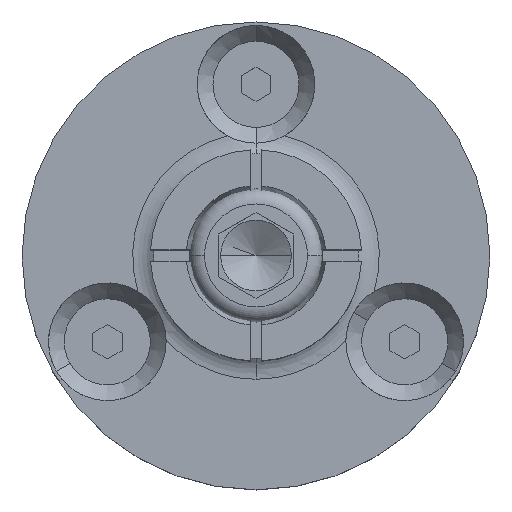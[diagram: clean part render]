
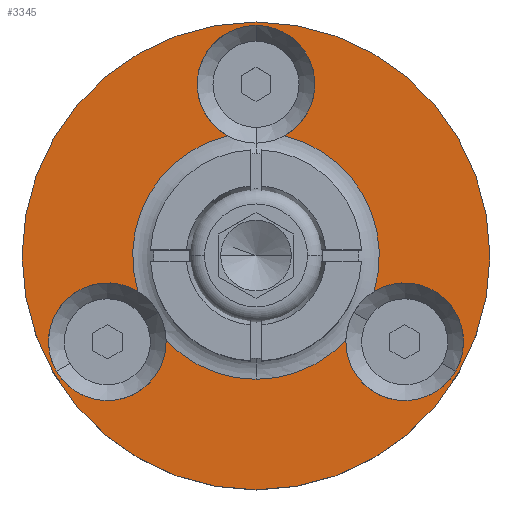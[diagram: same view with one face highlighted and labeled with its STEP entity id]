
A CAD part, top view. The second image highlights one B-rep face of the part: STEP entity #3345.
In plain terms, the highlighted planar face has unit normal (0, 0, 1).
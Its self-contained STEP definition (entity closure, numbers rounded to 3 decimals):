
#116 = ORIENTED_EDGE ( 'NONE', *, *, #1071, .T. ) ;
#134 = AXIS2_PLACEMENT_3D ( 'NONE', #513, #3033, #193 ) ;
#144 = ORIENTED_EDGE ( 'NONE', *, *, #3081, .F. ) ;
#168 = CARTESIAN_POINT ( 'NONE',  ( -6.047, -5.688, 5.842 ) ) ;
#193 = DIRECTION ( 'NONE',  ( 0., 1., 0. ) ) ;
#216 = EDGE_CURVE ( 'NONE', #2468, #653, #2899, .T. ) ;
#255 = EDGE_LOOP ( 'NONE', ( #3246, #1636, #1663, #1388, #3220, #2248, #2713, #3845, #116, #2255 ) ) ;
#270 = CIRCLE ( 'NONE', #4536, 3.962 ) ;
#295 = DIRECTION ( 'NONE',  ( 0., 1., 0. ) ) ;
#439 = CIRCLE ( 'NONE', #2656, 15.748 ) ;
#465 = EDGE_CURVE ( 'NONE', #1513, #653, #2664, .T. ) ;
#483 = CARTESIAN_POINT ( 'NONE',  ( 1.903, 8.081, 5.842 ) ) ;
#485 = CARTESIAN_POINT ( 'NONE',  ( 0., -8.302, 5.842 ) ) ;
#513 = CARTESIAN_POINT ( 'NONE',  ( 0., 0., 5.842 ) ) ;
#538 = EDGE_CURVE ( 'NONE', #3608, #903, #664, .T. ) ;
#605 = CARTESIAN_POINT ( 'NONE',  ( 6.047, -5.688, 5.842 ) ) ;
#630 = CARTESIAN_POINT ( 'NONE',  ( 10.009, -5.778, 5.842 ) ) ;
#653 = VERTEX_POINT ( 'NONE', #2928 ) ;
#664 = CIRCLE ( 'NONE', #2958, 8.302 ) ;
#697 = AXIS2_PLACEMENT_3D ( 'NONE', #2321, #1984, #1582 ) ;
#866 = VERTEX_POINT ( 'NONE', #168 ) ;
#900 = CIRCLE ( 'NONE', #1352, 8.302 ) ;
#903 = VERTEX_POINT ( 'NONE', #485 ) ;
#987 = DIRECTION ( 'NONE',  ( 0., 0., -1. ) ) ;
#999 = CARTESIAN_POINT ( 'NONE',  ( -10.009, -5.779, 5.842 ) ) ;
#1039 = DIRECTION ( 'NONE',  ( 0., 0., -1. ) ) ;
#1054 = CIRCLE ( 'NONE', #4409, 3.962 ) ;
#1071 = EDGE_CURVE ( 'NONE', #2743, #4575, #2021, .T. ) ;
#1126 = DIRECTION ( 'NONE',  ( 0., -1., 0. ) ) ;
#1198 = AXIS2_PLACEMENT_3D ( 'NONE', #2737, #1584, #3439 ) ;
#1235 = PLANE ( 'NONE',  #1198 ) ;
#1282 = EDGE_CURVE ( 'NONE', #2468, #2430, #1054, .T. ) ;
#1340 = DIRECTION ( 'NONE',  ( 0., 1., 0. ) ) ;
#1352 = AXIS2_PLACEMENT_3D ( 'NONE', #3251, #1039, #4348 ) ;
#1388 = ORIENTED_EDGE ( 'NONE', *, *, #3139, .F. ) ;
#1513 = VERTEX_POINT ( 'NONE', #1578 ) ;
#1564 = AXIS2_PLACEMENT_3D ( 'NONE', #2094, #987, #295 ) ;
#1578 = CARTESIAN_POINT ( 'NONE',  ( 0., 15.519, 5.842 ) ) ;
#1582 = DIRECTION ( 'NONE',  ( 0., -1., 0. ) ) ;
#1584 = DIRECTION ( 'NONE',  ( 0., 0., 1. ) ) ;
#1636 = ORIENTED_EDGE ( 'NONE', *, *, #538, .T. ) ;
#1663 = ORIENTED_EDGE ( 'NONE', *, *, #1753, .T. ) ;
#1753 = EDGE_CURVE ( 'NONE', #903, #866, #900, .T. ) ;
#1867 = AXIS2_PLACEMENT_3D ( 'NONE', #4157, #4495, #3772 ) ;
#1984 = DIRECTION ( 'NONE',  ( 0., 0., 1. ) ) ;
#2021 = CIRCLE ( 'NONE', #1564, 8.302 ) ;
#2047 = CARTESIAN_POINT ( 'NONE',  ( 0., -15.748, 5.842 ) ) ;
#2094 = CARTESIAN_POINT ( 'NONE',  ( 0., 0., 5.842 ) ) ;
#2099 = CARTESIAN_POINT ( 'NONE',  ( 0., 11.557, 5.842 ) ) ;
#2114 = DIRECTION ( 'NONE',  ( 0., -1., 0. ) ) ;
#2176 = FACE_OUTER_BOUND ( 'NONE', #4689, .T. ) ;
#2248 = ORIENTED_EDGE ( 'NONE', *, *, #216, .T. ) ;
#2255 = ORIENTED_EDGE ( 'NONE', *, *, #2809, .F. ) ;
#2321 = CARTESIAN_POINT ( 'NONE',  ( 10.009, -5.778, 5.842 ) ) ;
#2342 = FACE_BOUND ( 'NONE', #255, .T. ) ;
#2344 = AXIS2_PLACEMENT_3D ( 'NONE', #630, #3962, #2114 ) ;
#2359 = AXIS2_PLACEMENT_3D ( 'NONE', #4664, #2454, #2838 ) ;
#2422 = CARTESIAN_POINT ( 'NONE',  ( -7.95, -2.393, 5.842 ) ) ;
#2430 = VERTEX_POINT ( 'NONE', #3561 ) ;
#2454 = DIRECTION ( 'NONE',  ( 0., 0., 1. ) ) ;
#2461 = EDGE_CURVE ( 'NONE', #2743, #1513, #270, .T. ) ;
#2468 = VERTEX_POINT ( 'NONE', #2422 ) ;
#2556 = VERTEX_POINT ( 'NONE', #4026 ) ;
#2656 = AXIS2_PLACEMENT_3D ( 'NONE', #4690, #4323, #1340 ) ;
#2664 = CIRCLE ( 'NONE', #2359, 3.962 ) ;
#2713 = ORIENTED_EDGE ( 'NONE', *, *, #465, .F. ) ;
#2737 = CARTESIAN_POINT ( 'NONE',  ( 15.748, 0., 5.842 ) ) ;
#2743 = VERTEX_POINT ( 'NONE', #483 ) ;
#2800 = CARTESIAN_POINT ( 'NONE',  ( 0., 15.748, 5.842 ) ) ;
#2809 = EDGE_CURVE ( 'NONE', #2556, #4575, #4321, .T. ) ;
#2817 = EDGE_CURVE ( 'NONE', #3578, #4090, #3231, .T. ) ;
#2838 = DIRECTION ( 'NONE',  ( 0., -1., 0. ) ) ;
#2846 = DIRECTION ( 'NONE',  ( 0., 0., 1. ) ) ;
#2851 = DIRECTION ( 'NONE',  ( 0., 0., 1. ) ) ;
#2899 = CIRCLE ( 'NONE', #1867, 8.302 ) ;
#2928 = CARTESIAN_POINT ( 'NONE',  ( -1.903, 8.081, 5.842 ) ) ;
#2958 = AXIS2_PLACEMENT_3D ( 'NONE', #4002, #4732, #3640 ) ;
#3031 = CARTESIAN_POINT ( 'NONE',  ( -10.009, -5.779, 5.842 ) ) ;
#3033 = DIRECTION ( 'NONE',  ( 0., 0., -1. ) ) ;
#3081 = EDGE_CURVE ( 'NONE', #4090, #3578, #439, .T. ) ;
#3105 = CIRCLE ( 'NONE', #3124, 3.962 ) ;
#3124 = AXIS2_PLACEMENT_3D ( 'NONE', #999, #2846, #4338 ) ;
#3139 = EDGE_CURVE ( 'NONE', #2430, #866, #3105, .T. ) ;
#3220 = ORIENTED_EDGE ( 'NONE', *, *, #1282, .F. ) ;
#3231 = CIRCLE ( 'NONE', #134, 15.748 ) ;
#3246 = ORIENTED_EDGE ( 'NONE', *, *, #3614, .F. ) ;
#3251 = CARTESIAN_POINT ( 'NONE',  ( 0., 0., 5.842 ) ) ;
#3345 = ADVANCED_FACE ( 'NONE', ( #2342, #2176 ), #1235, .T. ) ;
#3439 = DIRECTION ( 'NONE',  ( 0., -1., 0. ) ) ;
#3443 = CARTESIAN_POINT ( 'NONE',  ( 7.95, -2.393, 5.842 ) ) ;
#3561 = CARTESIAN_POINT ( 'NONE',  ( -13.44, -7.76, 5.842 ) ) ;
#3578 = VERTEX_POINT ( 'NONE', #2800 ) ;
#3604 = DIRECTION ( 'NONE',  ( 0., -1., 0. ) ) ;
#3608 = VERTEX_POINT ( 'NONE', #605 ) ;
#3614 = EDGE_CURVE ( 'NONE', #3608, #2556, #3741, .T. ) ;
#3640 = DIRECTION ( 'NONE',  ( 0., 1., 0. ) ) ;
#3741 = CIRCLE ( 'NONE', #2344, 3.962 ) ;
#3772 = DIRECTION ( 'NONE',  ( 0., 1., 0. ) ) ;
#3845 = ORIENTED_EDGE ( 'NONE', *, *, #2461, .F. ) ;
#3913 = ORIENTED_EDGE ( 'NONE', *, *, #2817, .F. ) ;
#3962 = DIRECTION ( 'NONE',  ( 0., 0., 1. ) ) ;
#4002 = CARTESIAN_POINT ( 'NONE',  ( 0., 0., 5.842 ) ) ;
#4026 = CARTESIAN_POINT ( 'NONE',  ( 13.44, -7.76, 5.842 ) ) ;
#4090 = VERTEX_POINT ( 'NONE', #2047 ) ;
#4157 = CARTESIAN_POINT ( 'NONE',  ( 0., 0., 5.842 ) ) ;
#4321 = CIRCLE ( 'NONE', #697, 3.962 ) ;
#4323 = DIRECTION ( 'NONE',  ( 0., 0., -1. ) ) ;
#4338 = DIRECTION ( 'NONE',  ( 0., -1., 0. ) ) ;
#4348 = DIRECTION ( 'NONE',  ( 0., 1., 0. ) ) ;
#4409 = AXIS2_PLACEMENT_3D ( 'NONE', #3031, #4464, #1126 ) ;
#4464 = DIRECTION ( 'NONE',  ( 0., 0., 1. ) ) ;
#4495 = DIRECTION ( 'NONE',  ( 0., 0., -1. ) ) ;
#4536 = AXIS2_PLACEMENT_3D ( 'NONE', #2099, #2851, #3604 ) ;
#4575 = VERTEX_POINT ( 'NONE', #3443 ) ;
#4664 = CARTESIAN_POINT ( 'NONE',  ( 0., 11.557, 5.842 ) ) ;
#4689 = EDGE_LOOP ( 'NONE', ( #3913, #144 ) ) ;
#4690 = CARTESIAN_POINT ( 'NONE',  ( 0., 0., 5.842 ) ) ;
#4732 = DIRECTION ( 'NONE',  ( 0., 0., -1. ) ) ;
